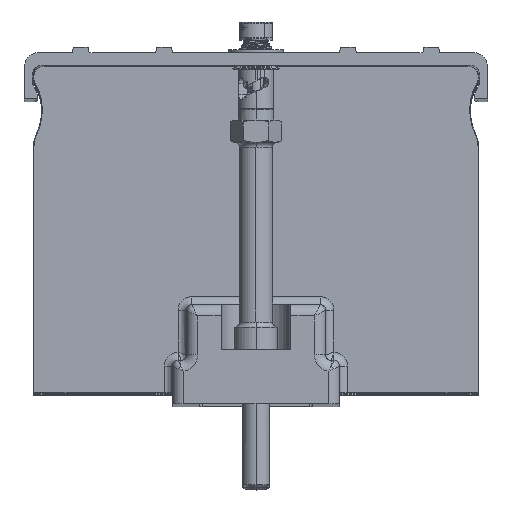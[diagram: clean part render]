
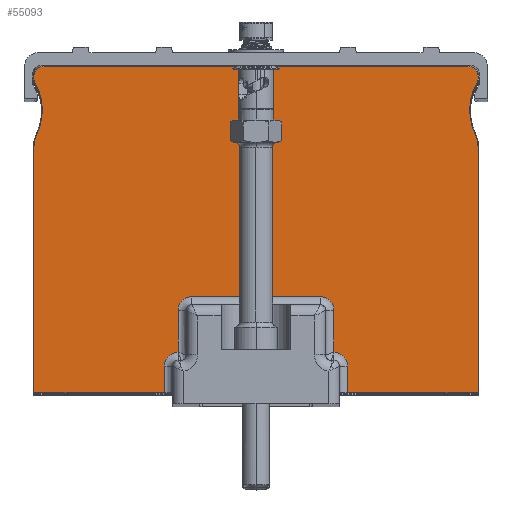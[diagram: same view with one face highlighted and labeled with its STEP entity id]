
A CAD part, top view. The second image highlights one B-rep face of the part: STEP entity #55093.
In plain terms, the highlighted planar face has unit normal (0, 0, 1).
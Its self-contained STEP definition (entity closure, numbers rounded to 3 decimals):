
#8852=DIRECTION('',(0.,-1.,0.));
#8853=VECTOR('',#8852,44.262);
#8854=CARTESIAN_POINT('',(-39.9,46.262,254.));
#8855=LINE('',#8854,#8853);
#8856=CARTESIAN_POINT('',(-35.,46.262,254.));
#8857=DIRECTION('',(0.,0.,1.));
#8858=DIRECTION('',(-0.9,0.436,0.));
#8859=AXIS2_PLACEMENT_3D('',#8856,#8857,#8858);
#8861=CARTESIAN_POINT('',(-48.5,52.8,254.));
#8862=DIRECTION('',(0.,0.,-1.));
#8863=DIRECTION('',(0.857,0.515,0.));
#8864=AXIS2_PLACEMENT_3D('',#8861,#8862,#8863);
#8866=CARTESIAN_POINT('',(-39.5,58.208,254.));
#8867=DIRECTION('',(0.,0.,1.));
#8868=DIRECTION('',(-1.,0.,0.));
#8869=AXIS2_PLACEMENT_3D('',#8866,#8867,#8868);
#8871=DIRECTION('',(0.,-1.,0.));
#8872=VECTOR('',#8871,0.592);
#8873=CARTESIAN_POINT('',(-39.9,58.8,254.));
#8874=LINE('',#8873,#8872);
#8875=CARTESIAN_POINT('',(-38.,58.8,254.));
#8876=DIRECTION('',(0.,0.,1.));
#8877=DIRECTION('',(0.,1.,0.));
#8878=AXIS2_PLACEMENT_3D('',#8875,#8876,#8877);
#8880=DIRECTION('',(-1.,0.,0.));
#8881=VECTOR('',#8880,76.);
#8882=CARTESIAN_POINT('',(38.,60.7,254.));
#8883=LINE('',#8882,#8881);
#8884=CARTESIAN_POINT('',(38.,58.8,254.));
#8885=DIRECTION('',(0.,0.,1.));
#8886=DIRECTION('',(1.,0.,0.));
#8887=AXIS2_PLACEMENT_3D('',#8884,#8885,#8886);
#8889=DIRECTION('',(0.,1.,0.));
#8890=VECTOR('',#8889,0.592);
#8891=CARTESIAN_POINT('',(39.9,58.208,254.));
#8892=LINE('',#8891,#8890);
#8893=CARTESIAN_POINT('',(39.5,58.208,254.));
#8894=DIRECTION('',(0.,0.,1.));
#8895=DIRECTION('',(0.857,-0.515,0.));
#8896=AXIS2_PLACEMENT_3D('',#8893,#8894,#8895);
#8898=CARTESIAN_POINT('',(48.5,52.8,254.));
#8899=DIRECTION('',(0.,0.,-1.));
#8900=DIRECTION('',(-0.9,-0.436,0.));
#8901=AXIS2_PLACEMENT_3D('',#8898,#8899,#8900);
#8903=CARTESIAN_POINT('',(35.,46.262,254.));
#8904=DIRECTION('',(0.,0.,1.));
#8905=DIRECTION('',(1.,0.,0.));
#8906=AXIS2_PLACEMENT_3D('',#8903,#8904,#8905);
#8908=DIRECTION('',(0.,1.,0.));
#8909=VECTOR('',#8908,44.262);
#8910=CARTESIAN_POINT('',(39.9,2.,254.));
#8911=LINE('',#8910,#8909);
#8912=DIRECTION('',(-1.,0.,0.));
#8913=VECTOR('',#8912,23.4);
#8914=CARTESIAN_POINT('',(39.9,2.,254.));
#8915=LINE('',#8914,#8913);
#8916=DIRECTION('',(0.,1.,0.));
#8917=VECTOR('',#8916,4.8);
#8918=CARTESIAN_POINT('',(16.5,2.,254.));
#8919=LINE('',#8918,#8917);
#8920=CARTESIAN_POINT('',(14.,6.8,254.));
#8921=DIRECTION('',(0.,0.,1.));
#8922=DIRECTION('',(1.,0.,0.));
#8923=AXIS2_PLACEMENT_3D('',#8920,#8921,#8922);
#8925=CARTESIAN_POINT('',(14.,9.3,254.));
#8926=CARTESIAN_POINT('',(14.,9.65,254.));
#8927=CARTESIAN_POINT('',(14.,10.336,254.));
#8928=CARTESIAN_POINT('',(14.,11.318,254.));
#8929=CARTESIAN_POINT('',(14.,12.267,254.));
#8930=CARTESIAN_POINT('',(14.,13.189,254.));
#8931=CARTESIAN_POINT('',(14.,14.094,254.));
#8932=CARTESIAN_POINT('',(14.,14.992,254.));
#8933=CARTESIAN_POINT('',(14.,15.889,254.));
#8934=CARTESIAN_POINT('',(14.,16.495,254.));
#8935=CARTESIAN_POINT('',(14.,16.8,254.));
#8937=CARTESIAN_POINT('',(11.5,16.8,254.));
#8938=DIRECTION('',(0.,0.,1.));
#8939=DIRECTION('',(1.,0.,0.));
#8940=AXIS2_PLACEMENT_3D('',#8937,#8938,#8939);
#8942=DIRECTION('',(-1.,0.,0.));
#8943=VECTOR('',#8942,23.);
#8944=CARTESIAN_POINT('',(11.5,19.3,254.));
#8945=LINE('',#8944,#8943);
#8946=CARTESIAN_POINT('',(-11.5,16.8,254.));
#8947=DIRECTION('',(0.,0.,1.));
#8948=DIRECTION('',(0.,1.,0.));
#8949=AXIS2_PLACEMENT_3D('',#8946,#8947,#8948);
#8951=CARTESIAN_POINT('',(-14.,16.8,254.));
#8952=CARTESIAN_POINT('',(-14.,16.495,254.));
#8953=CARTESIAN_POINT('',(-14.,15.889,254.));
#8954=CARTESIAN_POINT('',(-14.,14.992,254.));
#8955=CARTESIAN_POINT('',(-14.,14.094,254.));
#8956=CARTESIAN_POINT('',(-14.,13.189,254.));
#8957=CARTESIAN_POINT('',(-14.,12.267,254.));
#8958=CARTESIAN_POINT('',(-14.,11.318,254.));
#8959=CARTESIAN_POINT('',(-14.,10.336,254.));
#8960=CARTESIAN_POINT('',(-14.,9.65,254.));
#8961=CARTESIAN_POINT('',(-14.,9.3,254.));
#8963=CARTESIAN_POINT('',(-14.,6.8,254.));
#8964=DIRECTION('',(0.,0.,1.));
#8965=DIRECTION('',(0.,1.,0.));
#8966=AXIS2_PLACEMENT_3D('',#8963,#8964,#8965);
#8968=DIRECTION('',(0.,-1.,0.));
#8969=VECTOR('',#8968,4.8);
#8970=CARTESIAN_POINT('',(-16.5,6.8,254.));
#8971=LINE('',#8970,#8969);
#8972=DIRECTION('',(-1.,0.,0.));
#8973=VECTOR('',#8972,23.4);
#8974=CARTESIAN_POINT('',(-16.5,2.,254.));
#8975=LINE('',#8974,#8973);
#46847=CARTESIAN_POINT('',(16.5,2.,254.));
#46848=CARTESIAN_POINT('',(16.5,6.8,254.));
#46849=VERTEX_POINT('',#46847);
#46850=VERTEX_POINT('',#46848);
#46851=CARTESIAN_POINT('',(14.,9.3,254.));
#46852=VERTEX_POINT('',#46851);
#46856=VERTEX_POINT('',#8951);
#46857=VERTEX_POINT('',#8961);
#46860=CARTESIAN_POINT('',(-11.5,19.3,254.));
#46861=VERTEX_POINT('',#46860);
#46864=CARTESIAN_POINT('',(11.5,19.3,254.));
#46865=VERTEX_POINT('',#46864);
#46868=CARTESIAN_POINT('',(14.,16.8,254.));
#46869=VERTEX_POINT('',#46868);
#46873=CARTESIAN_POINT('',(-16.5,6.8,254.));
#46874=CARTESIAN_POINT('',(-16.5,2.,254.));
#46875=VERTEX_POINT('',#46873);
#46876=VERTEX_POINT('',#46874);
#47754=CARTESIAN_POINT('',(-39.9,2.,254.));
#47756=VERTEX_POINT('',#47754);
#47760=CARTESIAN_POINT('',(-39.9,46.262,254.));
#47761=VERTEX_POINT('',#47760);
#47762=CARTESIAN_POINT('',(-39.41,48.398,254.));
#47763=VERTEX_POINT('',#47762);
#47766=CARTESIAN_POINT('',(-39.843,58.002,254.));
#47767=VERTEX_POINT('',#47766);
#47772=CARTESIAN_POINT('',(-39.9,58.8,254.));
#47773=CARTESIAN_POINT('',(-39.9,58.208,254.));
#47774=VERTEX_POINT('',#47772);
#47775=VERTEX_POINT('',#47773);
#47778=CARTESIAN_POINT('',(-38.,60.7,254.));
#47779=VERTEX_POINT('',#47778);
#47780=CARTESIAN_POINT('',(38.,60.7,254.));
#47781=VERTEX_POINT('',#47780);
#47782=CARTESIAN_POINT('',(39.9,58.8,254.));
#47783=VERTEX_POINT('',#47782);
#47784=CARTESIAN_POINT('',(39.9,58.208,254.));
#47785=VERTEX_POINT('',#47784);
#47792=CARTESIAN_POINT('',(39.41,48.398,254.));
#47793=CARTESIAN_POINT('',(39.843,58.002,254.));
#47794=VERTEX_POINT('',#47792);
#47795=VERTEX_POINT('',#47793);
#47798=CARTESIAN_POINT('',(39.9,46.262,254.));
#47799=VERTEX_POINT('',#47798);
#47803=CARTESIAN_POINT('',(39.9,2.,254.));
#47805=VERTEX_POINT('',#47803);
#55040=CARTESIAN_POINT('',(0.,0.,254.));
#55041=DIRECTION('',(0.,0.,1.));
#55042=DIRECTION('',(1.,0.,0.));
#55043=AXIS2_PLACEMENT_3D('',#55040,#55041,#55042);
#55044=PLANE('',#55043);
#55046=ORIENTED_EDGE('',*,*,#55045,.F.);
#55048=ORIENTED_EDGE('',*,*,#55047,.F.);
#55050=ORIENTED_EDGE('',*,*,#55049,.F.);
#55052=ORIENTED_EDGE('',*,*,#55051,.F.);
#55054=ORIENTED_EDGE('',*,*,#55053,.F.);
#55056=ORIENTED_EDGE('',*,*,#55055,.F.);
#55058=ORIENTED_EDGE('',*,*,#55057,.F.);
#55060=ORIENTED_EDGE('',*,*,#55059,.F.);
#55062=ORIENTED_EDGE('',*,*,#55061,.F.);
#55064=ORIENTED_EDGE('',*,*,#55063,.F.);
#55066=ORIENTED_EDGE('',*,*,#55065,.F.);
#55068=ORIENTED_EDGE('',*,*,#55067,.F.);
#55070=ORIENTED_EDGE('',*,*,#55069,.F.);
#55072=ORIENTED_EDGE('',*,*,#55071,.T.);
#55074=ORIENTED_EDGE('',*,*,#55073,.T.);
#55076=ORIENTED_EDGE('',*,*,#55075,.T.);
#55077=ORIENTED_EDGE('',*,*,#55018,.T.);
#55078=ORIENTED_EDGE('',*,*,#55030,.T.);
#55080=ORIENTED_EDGE('',*,*,#55079,.T.);
#55082=ORIENTED_EDGE('',*,*,#55081,.T.);
#55084=ORIENTED_EDGE('',*,*,#55083,.T.);
#55086=ORIENTED_EDGE('',*,*,#55085,.T.);
#55088=ORIENTED_EDGE('',*,*,#55087,.T.);
#55090=ORIENTED_EDGE('',*,*,#55089,.T.);
#55091=EDGE_LOOP('',(#55046,#55048,#55050,#55052,#55054,#55056,#55058,#55060,
#55062,#55064,#55066,#55068,#55070,#55072,#55074,#55076,#55077,#55078,#55080,
#55082,#55084,#55086,#55088,#55090));
#55092=FACE_OUTER_BOUND('',#55091,.F.);
#55093=ADVANCED_FACE('',(#55092),#55044,.T.);
#8860=CIRCLE('',#8859,4.9);
#8865=CIRCLE('',#8864,10.1);
#8870=CIRCLE('',#8869,0.4);
#8879=CIRCLE('',#8878,1.9);
#8888=CIRCLE('',#8887,1.9);
#8897=CIRCLE('',#8896,0.4);
#8902=CIRCLE('',#8901,10.1);
#8907=CIRCLE('',#8906,4.9);
#8924=CIRCLE('',#8923,2.5);
#8936=B_SPLINE_CURVE_WITH_KNOTS('',3,(#8925,#8926,#8927,#8928,#8929,#8930,#8931,
#8932,#8933,#8934,#8935),.UNSPECIFIED.,.F.,.F.,(4,1,1,1,1,1,1,1,4),(0.,
0.125,0.25,0.375,0.5,0.625,0.75,0.875,1.),.UNSPECIFIED.);
#8941=CIRCLE('',#8940,2.5);
#8950=CIRCLE('',#8949,2.5);
#8962=B_SPLINE_CURVE_WITH_KNOTS('',3,(#8951,#8952,#8953,#8954,#8955,#8956,#8957,
#8958,#8959,#8960,#8961),.UNSPECIFIED.,.F.,.F.,(4,1,1,1,1,1,1,1,4),(0.,
0.125,0.25,0.375,0.5,0.625,0.75,0.875,1.),.UNSPECIFIED.);
#8967=CIRCLE('',#8966,2.5);
#55018=EDGE_CURVE('',#46852,#46869,#8936,.T.);
#55030=EDGE_CURVE('',#46869,#46865,#8941,.T.);
#55045=EDGE_CURVE('',#47761,#47756,#8855,.T.);
#55047=EDGE_CURVE('',#47763,#47761,#8860,.T.);
#55049=EDGE_CURVE('',#47767,#47763,#8865,.T.);
#55051=EDGE_CURVE('',#47775,#47767,#8870,.T.);
#55053=EDGE_CURVE('',#47774,#47775,#8874,.T.);
#55055=EDGE_CURVE('',#47779,#47774,#8879,.T.);
#55057=EDGE_CURVE('',#47781,#47779,#8883,.T.);
#55059=EDGE_CURVE('',#47783,#47781,#8888,.T.);
#55061=EDGE_CURVE('',#47785,#47783,#8892,.T.);
#55063=EDGE_CURVE('',#47795,#47785,#8897,.T.);
#55065=EDGE_CURVE('',#47794,#47795,#8902,.T.);
#55067=EDGE_CURVE('',#47799,#47794,#8907,.T.);
#55069=EDGE_CURVE('',#47805,#47799,#8911,.T.);
#55071=EDGE_CURVE('',#47805,#46849,#8915,.T.);
#55073=EDGE_CURVE('',#46849,#46850,#8919,.T.);
#55075=EDGE_CURVE('',#46850,#46852,#8924,.T.);
#55079=EDGE_CURVE('',#46865,#46861,#8945,.T.);
#55081=EDGE_CURVE('',#46861,#46856,#8950,.T.);
#55083=EDGE_CURVE('',#46856,#46857,#8962,.T.);
#55085=EDGE_CURVE('',#46857,#46875,#8967,.T.);
#55087=EDGE_CURVE('',#46875,#46876,#8971,.T.);
#55089=EDGE_CURVE('',#46876,#47756,#8975,.T.);
